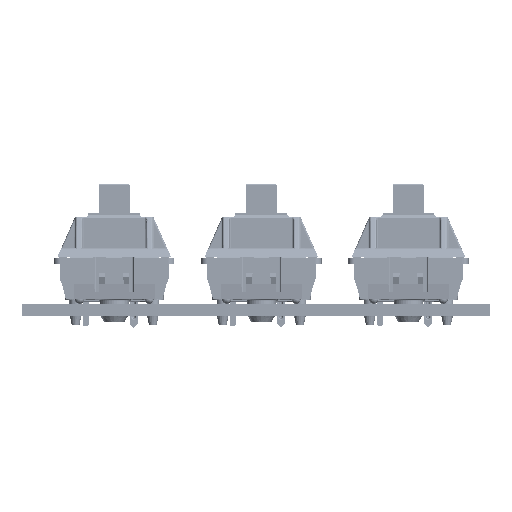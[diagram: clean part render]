
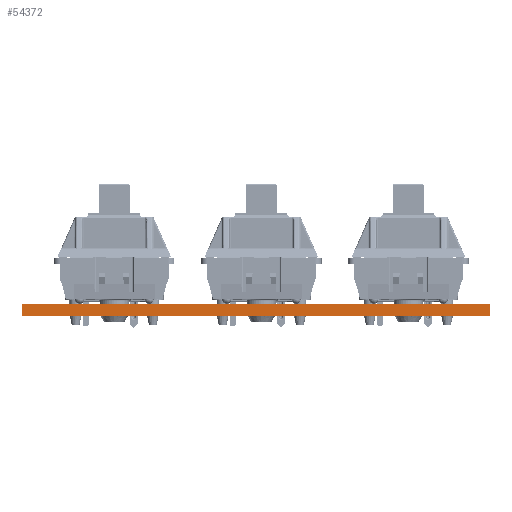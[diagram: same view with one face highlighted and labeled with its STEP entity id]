
A CAD part, front view. The second image highlights one B-rep face of the part: STEP entity #54372.
In plain terms, the highlighted planar face has unit normal (0, -1, 0).
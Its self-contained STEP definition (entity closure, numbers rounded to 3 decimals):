
#54372 = ADVANCED_FACE('',(#54373),#54407,.T.);
#54373 = FACE_BOUND('',#54374,.T.);
#54374 = EDGE_LOOP('',(#54375,#54385,#54393,#54401));
#54375 = ORIENTED_EDGE('',*,*,#54376,.T.);
#54376 = EDGE_CURVE('',#54377,#54379,#54381,.T.);
#54377 = VERTEX_POINT('',#54378);
#54378 = CARTESIAN_POINT('',(186.811,-133.35,0.));
#54379 = VERTEX_POINT('',#54380);
#54380 = CARTESIAN_POINT('',(186.811,-133.35,1.51));
#54381 = LINE('',#54382,#54383);
#54382 = CARTESIAN_POINT('',(186.811,-133.35,0.));
#54383 = VECTOR('',#54384,1.);
#54384 = DIRECTION('',(0.,0.,1.));
#54385 = ORIENTED_EDGE('',*,*,#54386,.T.);
#54386 = EDGE_CURVE('',#54379,#54387,#54389,.T.);
#54387 = VERTEX_POINT('',#54388);
#54388 = CARTESIAN_POINT('',(126.206,-133.35,1.51));
#54389 = LINE('',#54390,#54391);
#54390 = CARTESIAN_POINT('',(186.811,-133.35,1.51));
#54391 = VECTOR('',#54392,1.);
#54392 = DIRECTION('',(-1.,0.,0.));
#54393 = ORIENTED_EDGE('',*,*,#54394,.F.);
#54394 = EDGE_CURVE('',#54395,#54387,#54397,.T.);
#54395 = VERTEX_POINT('',#54396);
#54396 = CARTESIAN_POINT('',(126.206,-133.35,0.));
#54397 = LINE('',#54398,#54399);
#54398 = CARTESIAN_POINT('',(126.206,-133.35,0.));
#54399 = VECTOR('',#54400,1.);
#54400 = DIRECTION('',(0.,0.,1.));
#54401 = ORIENTED_EDGE('',*,*,#54402,.F.);
#54402 = EDGE_CURVE('',#54377,#54395,#54403,.T.);
#54403 = LINE('',#54404,#54405);
#54404 = CARTESIAN_POINT('',(186.811,-133.35,0.));
#54405 = VECTOR('',#54406,1.);
#54406 = DIRECTION('',(-1.,0.,0.));
#54407 = PLANE('',#54408);
#54408 = AXIS2_PLACEMENT_3D('',#54409,#54410,#54411);
#54409 = CARTESIAN_POINT('',(186.811,-133.35,0.));
#54410 = DIRECTION('',(0.,-1.,0.));
#54411 = DIRECTION('',(-1.,0.,0.));
